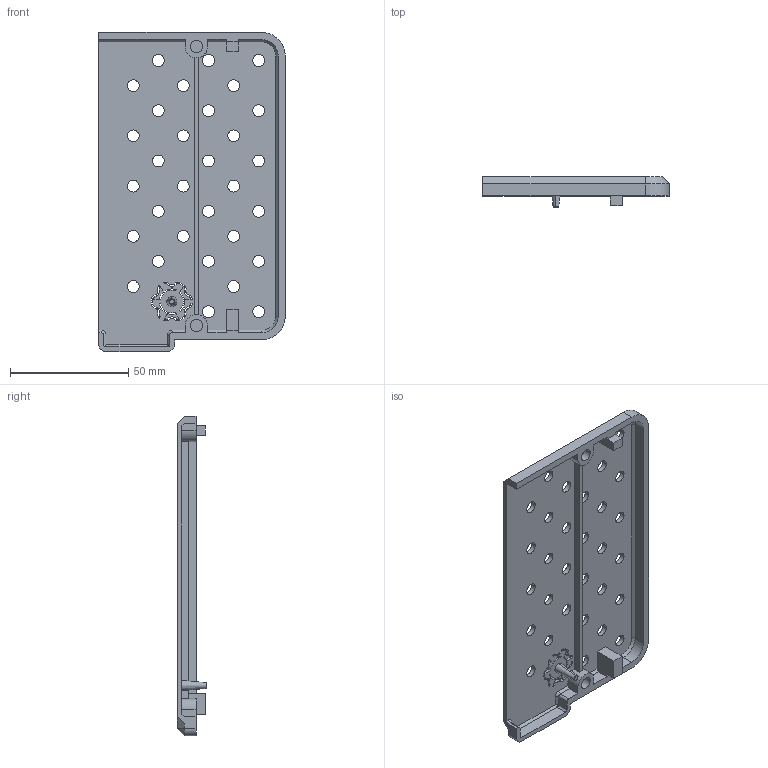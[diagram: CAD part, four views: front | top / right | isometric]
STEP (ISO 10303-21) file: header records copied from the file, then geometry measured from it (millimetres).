
FILE_DESCRIPTION((''),'2;1');
FILE_NAME('9_FW_TOP_COVER_RIGHT','2022-08-31T14:21:16',('asus'),(''),'CREO PARAMETRIC BY PTC INC, 2022014','CREO PARAMETRIC BY PTC INC, 2022014','');
FILE_SCHEMA(('CONFIG_CONTROL_DESIGN'));
Length unit declared in the file: millimetre
Products named in the file (1): 9_FW_TOP_COVER_RIGHT
Bounding box: 78.74 x 12.6 x 134.83 mm (x, y, z)
Volume: 25033.3 mm3; surface area: 25671.6 mm2
Topology: 1 solids, 1 shells, 297 faces, 848 edges, 550 vertices
Faces by surface type: plane 149, cylinder 134, cone 12, torus 2
Entity records: 9887 total; most frequent: DIRECTION 1738, CARTESIAN_POINT 1718, ORIENTED_EDGE 1688, EDGE_CURVE 844, AXIS2_PLACEMENT_3D 605, VERTEX_POINT 550, VECTOR 528, LINE 528
